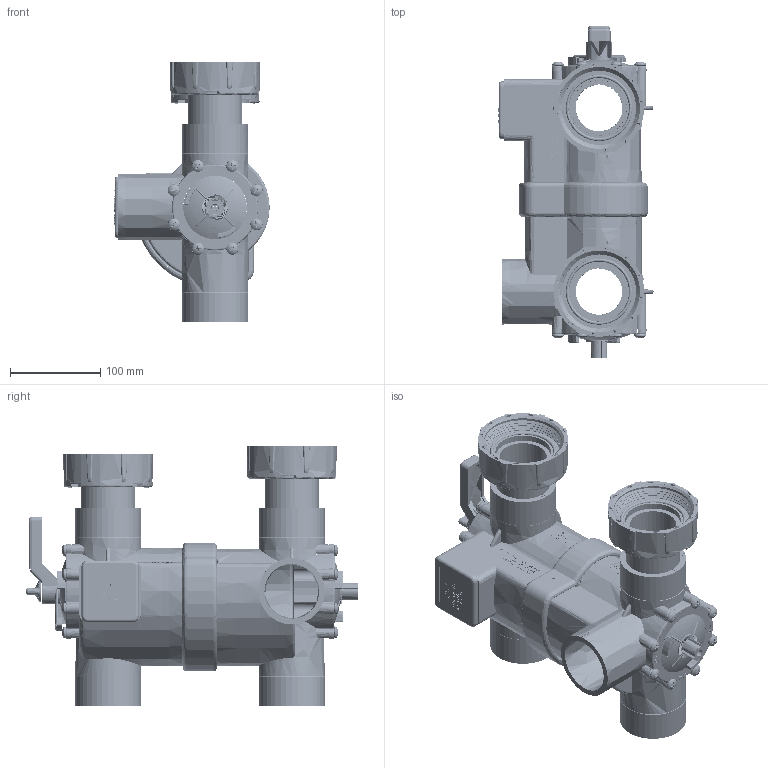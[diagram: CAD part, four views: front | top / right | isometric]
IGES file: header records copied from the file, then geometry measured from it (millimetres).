
Start section: SolidWorks IGES file using analytic representation for surfaces
Global section: file name: 8034J BACKWASH VALVE.IGS; native system: SolidWorks 2016; preprocessor: SolidWorks 2016; author: Karl.Kendrick; date: 170621.091345; units: inch
Bounding box: 171.58 x 367.21 x 287.96 mm (x, y, z)
Surface area: 447131.5 mm2 (no closed solid volume)
Topology: 0 solids, 0 shells, 2877 faces, 54597 edges, 54446 vertices
Faces by surface type: bspline 2171, revolution 706
